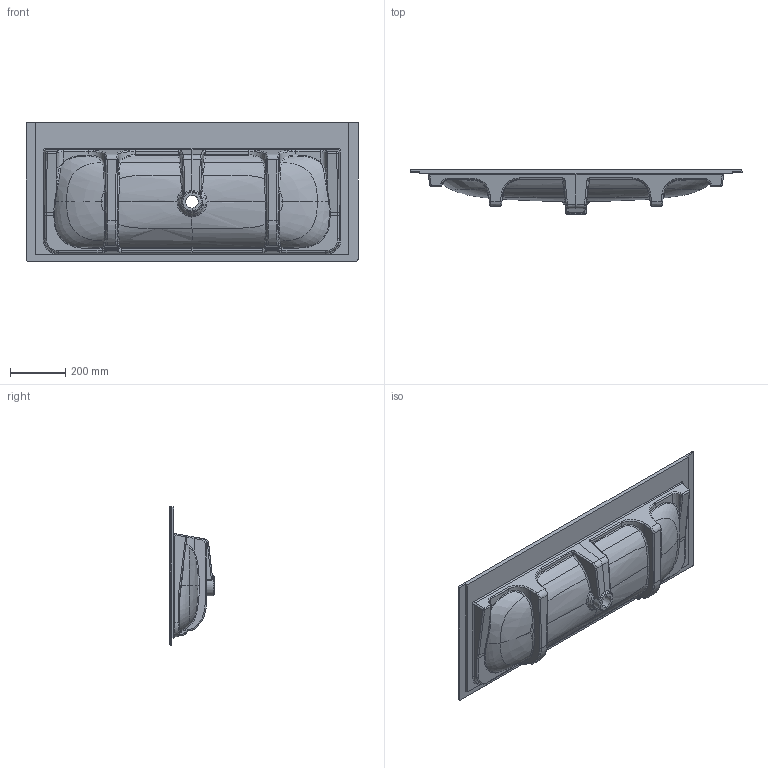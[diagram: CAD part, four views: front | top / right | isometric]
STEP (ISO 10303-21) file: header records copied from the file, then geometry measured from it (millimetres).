
FILE_DESCRIPTION(/* description */ (''),/* implementation_level */ '2;1');
FILE_NAME(/* name */ '4164C2_Finion_SWT.stp',/* time_stamp */ '2018-09-27T09:46:30+02:00',/* author */ (''),/* organization */ (''),/* preprocessor_version */ 'ST-DEVELOPER v16',/* originating_system */ 'SIEMENS PLM Software NX 10.0',/* authorisation */ '');
FILE_SCHEMA (('AUTOMOTIVE_DESIGN { 1 0 10303 214 3 1 1 1 }'));
Products named in the file (1): Conz1D508150pdwb
Bounding box: 1199.99 x 161.5 x 500 mm (x, y, z)
Volume: 12805823.5 mm3; surface area: 1520905.9 mm2
Topology: 1 solids, 1 shells, 337 faces, 810 edges, 458 vertices
Faces by surface type: bspline 208, cylinder 66, plane 43, sphere 18, extrusion 2
Full cylindrical faces by diameter (mm): 35 x1
Entity records: 35027 total; most frequent: CARTESIAN_POINT 28995, ORIENTED_EDGE 1584, EDGE_CURVE 792, DIRECTION 784, VERTEX_POINT 459, B_SPLINE_CURVE_WITH_KNOTS 373, EDGE_LOOP 341, ADVANCED_FACE 337
